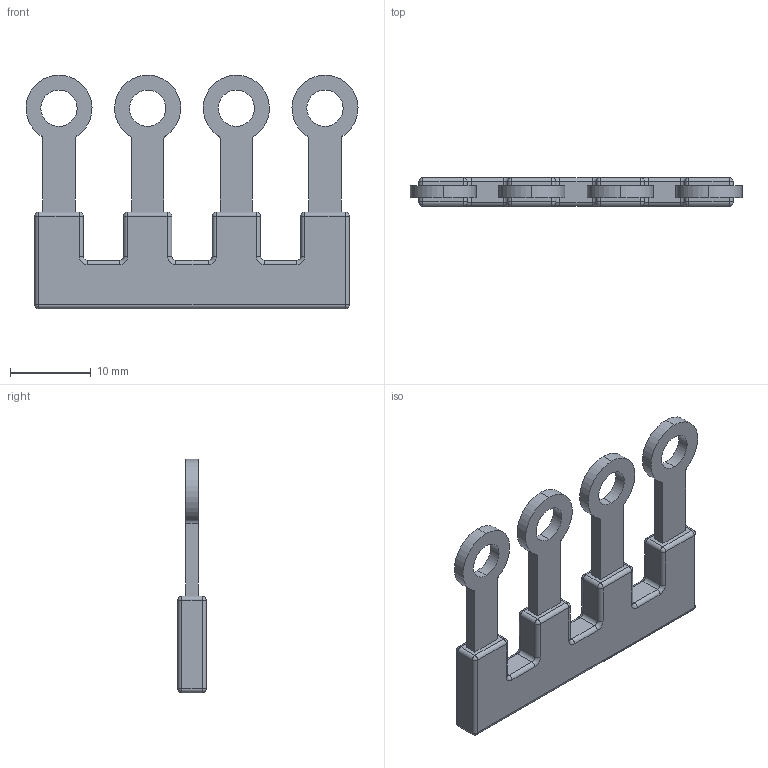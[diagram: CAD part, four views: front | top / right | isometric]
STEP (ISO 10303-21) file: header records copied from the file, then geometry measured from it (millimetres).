
FILE_DESCRIPTION(('CATIA V5 STEP Exchange','CAx-IF Rec.Pracs.--- Model Styling and Organization---1.4--- 2014-01-23'),'2;1');
FILE_NAME ('D1463470_0', '2020-07-28T04:50:18+00:00', ('none'), ('Weidmueller'), 'CATIA Version 5-6 Release 2016 SP3 HF44', 'CATIA V5 STEP AP214', 'none');
FILE_SCHEMA(('AUTOMOTIVE_DESIGN { 1 0 10303 214 1 1 1 1 }'));
Length unit declared in the file: millimetre
Products named in the file (1): 2615160000
Bounding box: 41.2 x 3.5 x 29 mm (x, y, z)
Volume: 1744.7 mm3; surface area: 2100.5 mm2
Topology: 5 solids, 5 shells, 142 faces, 340 edges, 188 vertices
Faces by surface type: cylinder 72, plane 38, sphere 20, torus 12
Entity records: 3834 total; most frequent: CARTESIAN_POINT 709, ORIENTED_EDGE 640, DIRECTION 584, EDGE_CURVE 320, AXIS2_PLACEMENT_3D 285, VERTEX_POINT 188, VECTOR 164, LINE 164
